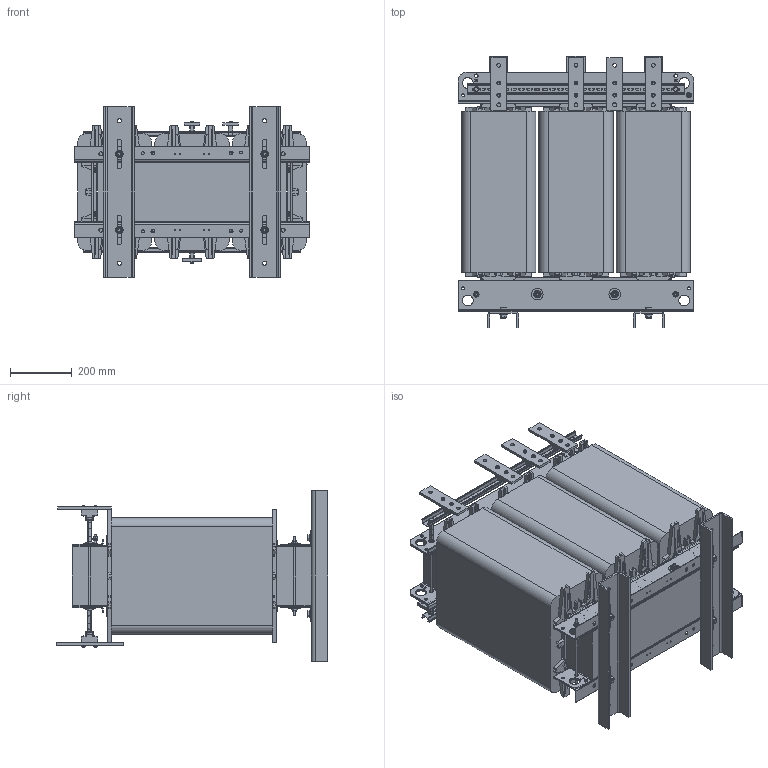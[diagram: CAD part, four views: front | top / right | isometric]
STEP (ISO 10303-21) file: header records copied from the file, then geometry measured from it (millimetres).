
FILE_DESCRIPTION(/* description */ (''),/* implementation_level */ '2;1');
FILE_NAME(/* name */ 'AUTX400.stp',/* time_stamp */ '2023-12-20T11:37:34+01:00',/* author */ ('ops'),/* organization */ (''),/* preprocessor_version */ 'ST-DEVELOPER v16.13',/* originating_system */ 'Autodesk Inventor 2018',/* authorisation */ '');
FILE_SCHEMA (('AUTOMOTIVE_DESIGN { 1 0 10303 214 3 1 1 }'));
Products named in the file (1): AUTX400
Bounding box: 760 x 878.5 x 550 mm (x, y, z)
Volume: 165767696.1 mm3; surface area: 9897046.8 mm2
Topology: 198 solids, 198 shells, 4999 faces, 12615 edges, 8107 vertices
Faces by surface type: plane 3593, cylinder 928, cone 369, sphere 56, torus 53
Full cylindrical faces by diameter (mm): 3.5 x8, 4.134 x21, 5 x35, 6 x14, 6.4 x14, 6.647 x23, 6.88 x14, 7.323 x4, 8 x13, 8.376 x4, 8.4 x13, 9 x20, 10.106 x4, 11.4 x4, 11.5 x22, 11.7 x1, 12 x76, 12.5 x4, 13 x28, 16 x16, 16.63 x4, 24 x16, 35 x16, 37 x8
Entity records: 150112 total; most frequent: CARTESIAN_POINT 26862, ORIENTED_EDGE 24450, DIRECTION 23572, EDGE_CURVE 12081, LINE 8998, VECTOR 8998, VERTEX_POINT 8077, AXIS2_PLACEMENT_3D 7287
